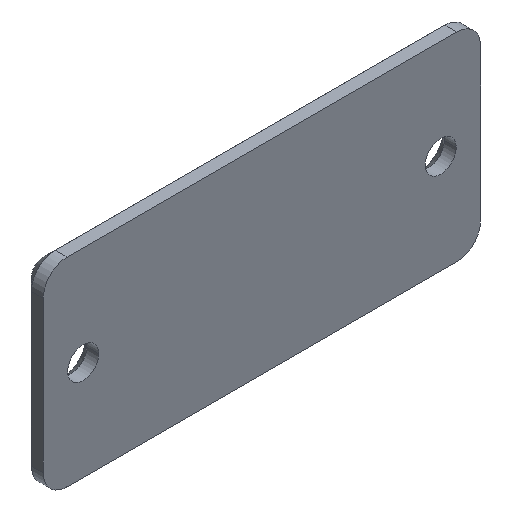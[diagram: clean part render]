
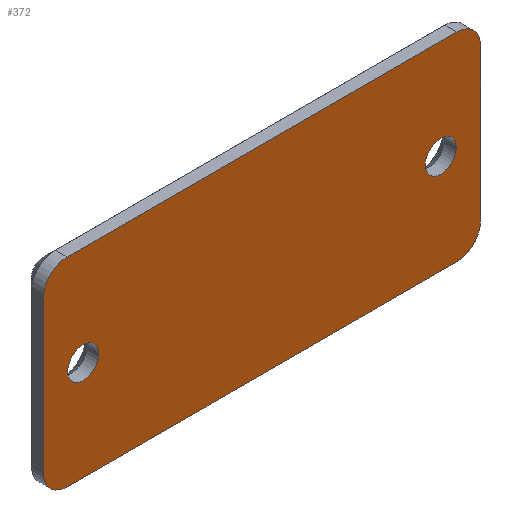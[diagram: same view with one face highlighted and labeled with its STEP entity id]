
A CAD part, isometric view. The second image highlights one B-rep face of the part: STEP entity #372.
In plain terms, the highlighted planar face has unit normal (0, -1, 0).
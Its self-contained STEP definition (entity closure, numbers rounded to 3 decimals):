
#1=CARTESIAN_POINT('',(-15.,0.,0.));
#2=DIRECTION('',(0.,-1.,0.));
#3=DIRECTION('',(1.,0.,0.));
#4=AXIS2_PLACEMENT_3D('',#1,#2,#3);
#6=CARTESIAN_POINT('',(-15.,0.,0.));
#7=DIRECTION('',(0.,-1.,0.));
#8=DIRECTION('',(-1.,0.,0.));
#9=AXIS2_PLACEMENT_3D('',#6,#7,#8);
#11=CARTESIAN_POINT('',(15.,0.,0.));
#12=DIRECTION('',(0.,-1.,0.));
#13=DIRECTION('',(1.,0.,0.));
#14=AXIS2_PLACEMENT_3D('',#11,#12,#13);
#16=CARTESIAN_POINT('',(15.,0.,0.));
#17=DIRECTION('',(0.,-1.,0.));
#18=DIRECTION('',(-1.,0.,0.));
#19=AXIS2_PLACEMENT_3D('',#16,#17,#18);
#21=CARTESIAN_POINT('',(-16.35,0.,-6.35));
#22=DIRECTION('',(0.,-1.,0.));
#23=DIRECTION('',(-1.,0.,0.));
#24=AXIS2_PLACEMENT_3D('',#21,#22,#23);
#26=DIRECTION('',(0.,0.,1.));
#27=VECTOR('',#26,12.7);
#28=CARTESIAN_POINT('',(-18.35,0.,-6.35));
#29=LINE('',#28,#27);
#30=CARTESIAN_POINT('',(-16.35,0.,6.35));
#31=DIRECTION('',(0.,-1.,0.));
#32=DIRECTION('',(0.,0.,1.));
#33=AXIS2_PLACEMENT_3D('',#30,#31,#32);
#35=DIRECTION('',(1.,0.,0.));
#36=VECTOR('',#35,32.7);
#37=CARTESIAN_POINT('',(-16.35,0.,8.35));
#38=LINE('',#37,#36);
#39=CARTESIAN_POINT('',(16.35,0.,6.35));
#40=DIRECTION('',(0.,-1.,0.));
#41=DIRECTION('',(1.,0.,0.));
#42=AXIS2_PLACEMENT_3D('',#39,#40,#41);
#44=DIRECTION('',(0.,0.,-1.));
#45=VECTOR('',#44,12.7);
#46=CARTESIAN_POINT('',(18.35,0.,6.35));
#47=LINE('',#46,#45);
#48=CARTESIAN_POINT('',(16.35,0.,-6.35));
#49=DIRECTION('',(0.,-1.,0.));
#50=DIRECTION('',(0.,0.,-1.));
#51=AXIS2_PLACEMENT_3D('',#48,#49,#50);
#53=DIRECTION('',(-1.,0.,0.));
#54=VECTOR('',#53,32.7);
#55=CARTESIAN_POINT('',(16.35,0.,-8.35));
#56=LINE('',#55,#54);
#265=CARTESIAN_POINT('',(-18.35,0.,-6.35));
#266=CARTESIAN_POINT('',(-16.35,0.,-8.35));
#267=VERTEX_POINT('',#265);
#268=VERTEX_POINT('',#266);
#269=CARTESIAN_POINT('',(-16.35,0.,8.35));
#270=CARTESIAN_POINT('',(-18.35,0.,6.35));
#271=VERTEX_POINT('',#269);
#272=VERTEX_POINT('',#270);
#273=CARTESIAN_POINT('',(18.35,0.,6.35));
#274=CARTESIAN_POINT('',(16.35,0.,8.35));
#275=VERTEX_POINT('',#273);
#276=VERTEX_POINT('',#274);
#277=CARTESIAN_POINT('',(16.35,0.,-8.35));
#278=CARTESIAN_POINT('',(18.35,0.,-6.35));
#279=VERTEX_POINT('',#277);
#280=VERTEX_POINT('',#278);
#281=CARTESIAN_POINT('',(-13.7,0.,0.));
#282=CARTESIAN_POINT('',(-16.3,0.,0.));
#283=VERTEX_POINT('',#281);
#284=VERTEX_POINT('',#282);
#285=CARTESIAN_POINT('',(16.3,0.,0.));
#286=CARTESIAN_POINT('',(13.7,0.,0.));
#287=VERTEX_POINT('',#285);
#288=VERTEX_POINT('',#286);
#337=CARTESIAN_POINT('',(0.,0.,0.));
#338=DIRECTION('',(0.,1.,0.));
#339=DIRECTION('',(1.,0.,0.));
#340=AXIS2_PLACEMENT_3D('',#337,#338,#339);
#341=PLANE('',#340);
#343=ORIENTED_EDGE('',*,*,#342,.F.);
#345=ORIENTED_EDGE('',*,*,#344,.T.);
#347=ORIENTED_EDGE('',*,*,#346,.F.);
#349=ORIENTED_EDGE('',*,*,#348,.T.);
#351=ORIENTED_EDGE('',*,*,#350,.F.);
#353=ORIENTED_EDGE('',*,*,#352,.T.);
#355=ORIENTED_EDGE('',*,*,#354,.F.);
#357=ORIENTED_EDGE('',*,*,#356,.T.);
#358=EDGE_LOOP('',(#343,#345,#347,#349,#351,#353,#355,#357));
#359=FACE_OUTER_BOUND('',#358,.F.);
#361=ORIENTED_EDGE('',*,*,#360,.T.);
#363=ORIENTED_EDGE('',*,*,#362,.T.);
#364=EDGE_LOOP('',(#361,#363));
#365=FACE_BOUND('',#364,.F.);
#367=ORIENTED_EDGE('',*,*,#366,.T.);
#369=ORIENTED_EDGE('',*,*,#368,.T.);
#370=EDGE_LOOP('',(#367,#369));
#371=FACE_BOUND('',#370,.F.);
#372=ADVANCED_FACE('',(#359,#365,#371),#341,.F.);
#5=CIRCLE('',#4,1.3);
#10=CIRCLE('',#9,1.3);
#15=CIRCLE('',#14,1.3);
#20=CIRCLE('',#19,1.3);
#25=CIRCLE('',#24,2.);
#34=CIRCLE('',#33,2.);
#43=CIRCLE('',#42,2.);
#52=CIRCLE('',#51,2.);
#342=EDGE_CURVE('',#267,#268,#25,.T.);
#344=EDGE_CURVE('',#267,#272,#29,.T.);
#346=EDGE_CURVE('',#271,#272,#34,.T.);
#348=EDGE_CURVE('',#271,#276,#38,.T.);
#350=EDGE_CURVE('',#275,#276,#43,.T.);
#352=EDGE_CURVE('',#275,#280,#47,.T.);
#354=EDGE_CURVE('',#279,#280,#52,.T.);
#356=EDGE_CURVE('',#279,#268,#56,.T.);
#360=EDGE_CURVE('',#287,#288,#15,.T.);
#362=EDGE_CURVE('',#288,#287,#20,.T.);
#366=EDGE_CURVE('',#283,#284,#5,.T.);
#368=EDGE_CURVE('',#284,#283,#10,.T.);
